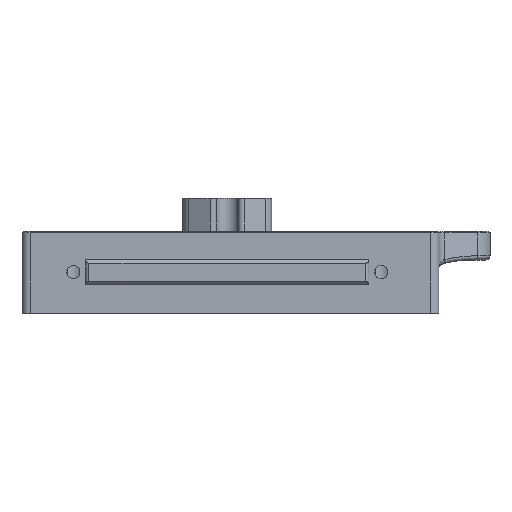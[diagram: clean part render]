
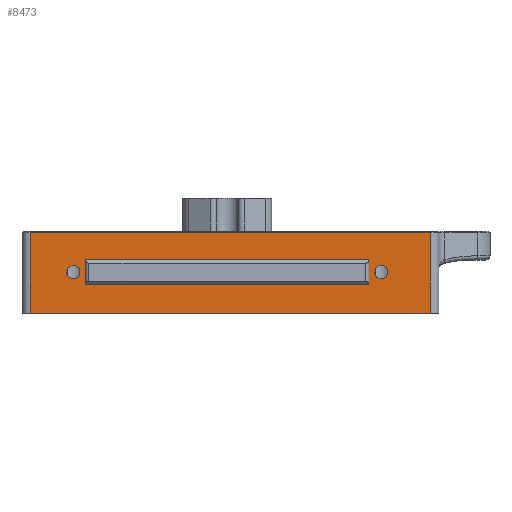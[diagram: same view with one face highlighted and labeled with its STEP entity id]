
A CAD part, top view. The second image highlights one B-rep face of the part: STEP entity #8473.
In plain terms, the highlighted planar face has unit normal (0, 0, 1).
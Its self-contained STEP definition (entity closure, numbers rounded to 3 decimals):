
#140=FACE_BOUND('',#1140,.T.);
#141=FACE_BOUND('',#1141,.T.);
#142=FACE_BOUND('',#1142,.T.);
#634=FACE_OUTER_BOUND('',#1139,.T.);
#1139=EDGE_LOOP('',(#6672,#6673,#6674,#6675));
#1140=EDGE_LOOP('',(#6676));
#1141=EDGE_LOOP('',(#6677));
#1142=EDGE_LOOP('',(#6678,#6679,#6680,#6681));
#1871=LINE('',#13773,#2724);
#1891=LINE('',#13827,#2744);
#1892=LINE('',#13830,#2745);
#1893=LINE('',#13831,#2746);
#1894=LINE('',#13838,#2747);
#1895=LINE('',#13840,#2748);
#1896=LINE('',#13842,#2749);
#1897=LINE('',#13843,#2750);
#2724=VECTOR('',#10978,10.);
#2744=VECTOR('',#11024,10.);
#2745=VECTOR('',#11027,10.);
#2746=VECTOR('',#11028,10.);
#2747=VECTOR('',#11033,10.);
#2748=VECTOR('',#11034,10.);
#2749=VECTOR('',#11035,10.);
#2750=VECTOR('',#11036,10.);
#3273=CIRCLE('',#9198,1.6);
#3274=CIRCLE('',#9199,1.6);
#3848=VERTEX_POINT('',#13713);
#3862=VERTEX_POINT('',#13769);
#3883=VERTEX_POINT('',#13825);
#3884=VERTEX_POINT('',#13829);
#3885=VERTEX_POINT('',#13832);
#3886=VERTEX_POINT('',#13834);
#3887=VERTEX_POINT('',#13836);
#3888=VERTEX_POINT('',#13837);
#3889=VERTEX_POINT('',#13839);
#3890=VERTEX_POINT('',#13841);
#4887=EDGE_CURVE('',#3848,#3862,#1871,.T.);
#4914=EDGE_CURVE('',#3862,#3883,#1891,.T.);
#4915=EDGE_CURVE('',#3884,#3883,#1892,.T.);
#4916=EDGE_CURVE('',#3884,#3848,#1893,.T.);
#4917=EDGE_CURVE('',#3885,#3885,#3273,.T.);
#4918=EDGE_CURVE('',#3886,#3886,#3274,.T.);
#4919=EDGE_CURVE('',#3887,#3888,#1894,.T.);
#4920=EDGE_CURVE('',#3889,#3887,#1895,.T.);
#4921=EDGE_CURVE('',#3890,#3889,#1896,.T.);
#4922=EDGE_CURVE('',#3888,#3890,#1897,.T.);
#6672=ORIENTED_EDGE('',*,*,#4887,.T.);
#6673=ORIENTED_EDGE('',*,*,#4914,.T.);
#6674=ORIENTED_EDGE('',*,*,#4915,.F.);
#6675=ORIENTED_EDGE('',*,*,#4916,.T.);
#6676=ORIENTED_EDGE('',*,*,#4917,.F.);
#6677=ORIENTED_EDGE('',*,*,#4918,.F.);
#6678=ORIENTED_EDGE('',*,*,#4919,.F.);
#6679=ORIENTED_EDGE('',*,*,#4920,.F.);
#6680=ORIENTED_EDGE('',*,*,#4921,.F.);
#6681=ORIENTED_EDGE('',*,*,#4922,.F.);
#8097=PLANE('',#9197);
#8473=ADVANCED_FACE('',(#634,#140,#141,#142),#8097,.F.);
#9197=AXIS2_PLACEMENT_3D('',#13828,#11025,#11026);
#9198=AXIS2_PLACEMENT_3D('',#13833,#11029,#11030);
#9199=AXIS2_PLACEMENT_3D('',#13835,#11031,#11032);
#10978=DIRECTION('',(-1.,0.,0.));
#11024=DIRECTION('',(0.,-1.,0.));
#11025=DIRECTION('center_axis',(0.,0.,
-1.));
#11026=DIRECTION('ref_axis',(-1.,0.,0.));
#11027=DIRECTION('',(-1.,0.,0.));
#11028=DIRECTION('',(0.,1.,0.));
#11029=DIRECTION('center_axis',(0.,0.,
1.));
#11030=DIRECTION('ref_axis',(1.,0.,0.));
#11031=DIRECTION('center_axis',(0.,0.,
1.));
#11032=DIRECTION('ref_axis',(1.,0.,0.));
#11033=DIRECTION('',(0.,1.,0.));
#11034=DIRECTION('',(1.,0.,0.));
#11035=DIRECTION('',(0.,-1.,0.));
#11036=DIRECTION('',(-1.,0.,0.));
#13713=CARTESIAN_POINT('',(213.725,29.172,118.684));
#13769=CARTESIAN_POINT('',(116.225,29.172,118.684));
#13773=CARTESIAN_POINT('',(160.325,29.172,118.684));
#13825=CARTESIAN_POINT('',(116.225,9.572,118.684));
#13827=CARTESIAN_POINT('',(116.225,9.572,118.684));
#13828=CARTESIAN_POINT('Origin',(165.925,9.572,118.684));
#13829=CARTESIAN_POINT('',(213.725,9.572,118.684));
#13830=CARTESIAN_POINT('',(183.75,9.572,118.684));
#13831=CARTESIAN_POINT('',(213.725,19.572,118.684));
#13832=CARTESIAN_POINT('',(200.125,19.572,118.684));
#13833=CARTESIAN_POINT('Origin',(201.725,19.572,118.684));
#13834=CARTESIAN_POINT('',(125.125,19.572,118.684));
#13835=CARTESIAN_POINT('Origin',(126.725,19.572,118.684));
#13836=CARTESIAN_POINT('',(198.725,16.572,118.684));
#13837=CARTESIAN_POINT('',(198.725,22.572,118.684));
#13838=CARTESIAN_POINT('',(198.725,16.072,118.684));
#13839=CARTESIAN_POINT('',(129.725,16.572,118.684));
#13840=CARTESIAN_POINT('',(182.325,16.572,118.684));
#13841=CARTESIAN_POINT('',(129.725,22.572,118.684));
#13842=CARTESIAN_POINT('',(129.725,13.072,118.684));
#13843=CARTESIAN_POINT('',(147.825,22.572,118.684));
